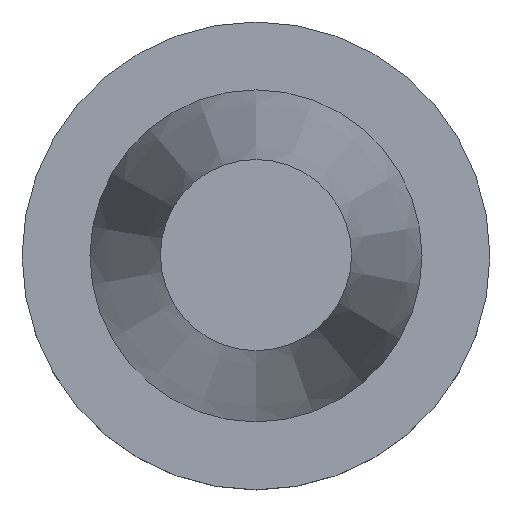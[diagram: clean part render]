
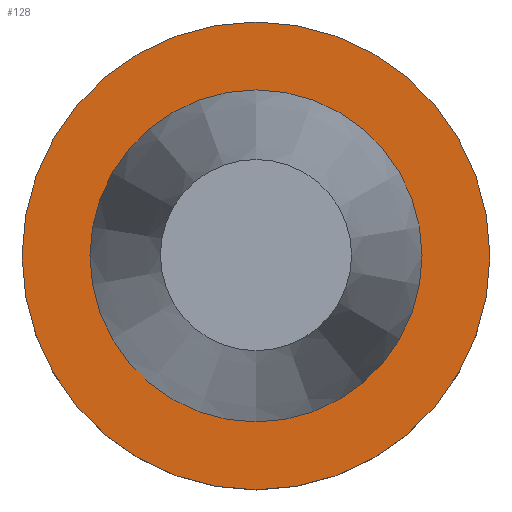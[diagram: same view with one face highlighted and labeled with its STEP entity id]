
A CAD part, top view. The second image highlights one B-rep face of the part: STEP entity #128.
In plain terms, the highlighted planar face has unit normal (0, 0, 1).
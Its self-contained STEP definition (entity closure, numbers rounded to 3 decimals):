
#69=EDGE_CURVE('Unnamed[1]',#181,#181,#182,.T.);
#90=EDGE_CURVE('Unnamed[1]',#214,#214,#215,.T.);
#128=ADVANCED_FACE('Unnamed[1]',(#271,#272),#273,.T.);
#181=VERTEX_POINT('',#334);
#182=CIRCLE('',#335,34.925);
#214=VERTEX_POINT('',#375);
#215=CIRCLE('',#376,49.212);
#271=FACE_OUTER_BOUND('',#446,.T.);
#272=FACE_BOUND('',#447,.T.);
#273=PLANE('',#448);
#334=CARTESIAN_POINT('',(0.,34.925,-1.5));
#335=AXIS2_PLACEMENT_3D('',#507,#508,#509);
#375=CARTESIAN_POINT('',(0.,49.212,-1.5));
#376=AXIS2_PLACEMENT_3D('',#545,#546,#547);
#446=EDGE_LOOP('',(#606));
#447=EDGE_LOOP('',(#607));
#448=AXIS2_PLACEMENT_3D('',#608,#609,#610);
#507=CARTESIAN_POINT('',(0.,0.,-1.5));
#508=DIRECTION('',(0.,0.,-1.0));
#509=DIRECTION('',(0.,1.0,0.));
#545=CARTESIAN_POINT('',(0.,0.,-1.5));
#546=DIRECTION('',(0.,0.,-1.0));
#547=DIRECTION('',(0.,1.0,0.));
#606=ORIENTED_EDGE('',*,*,#90,.F.);
#607=ORIENTED_EDGE('',*,*,#69,.T.);
#608=CARTESIAN_POINT('',(0.,42.069,-1.5));
#609=DIRECTION('',(0.,0.,1.0));
#610=DIRECTION('',(0.,-1.0,0.));
